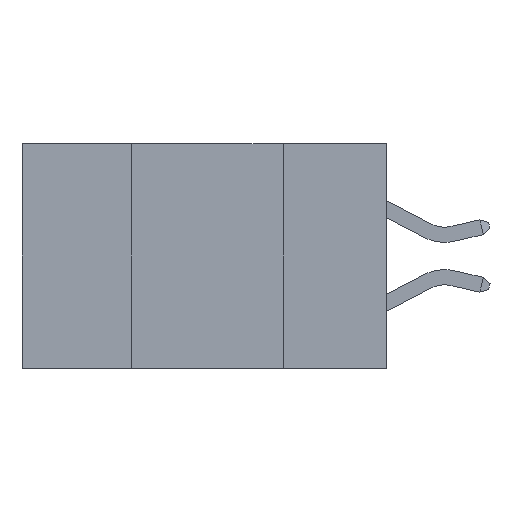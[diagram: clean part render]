
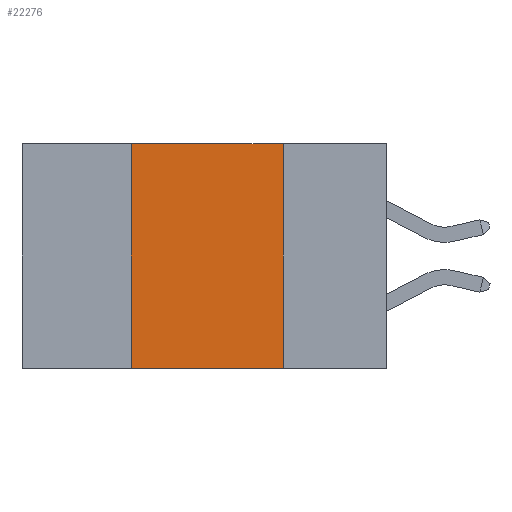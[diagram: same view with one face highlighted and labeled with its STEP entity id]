
A CAD part, left-side view. The second image highlights one B-rep face of the part: STEP entity #22276.
In plain terms, the highlighted planar face has unit normal (-1, 0, 0).
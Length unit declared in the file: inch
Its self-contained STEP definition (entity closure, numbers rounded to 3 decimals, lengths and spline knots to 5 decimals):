
#251 = CARTESIAN_POINT ( 'NONE',  ( 0., 0.6, 0. ) ) ;
#2111 = VERTEX_POINT ( 'NONE', #2664 ) ;
#2664 = CARTESIAN_POINT ( 'NONE',  ( 0., 0.17, 0. ) ) ;
#2923 = EDGE_LOOP ( 'NONE', ( #4366, #20861, #4730, #16361 ) ) ;
#3947 = DIRECTION ( 'NONE',  ( 0., 0., -1. ) ) ;
#4366 = ORIENTED_EDGE ( 'NONE', *, *, #10298, .F. ) ;
#4730 = ORIENTED_EDGE ( 'NONE', *, *, #17025, .F. ) ;
#5397 = CARTESIAN_POINT ( 'NONE',  ( 0., 0.17, 0. ) ) ;
#5565 = CARTESIAN_POINT ( 'NONE',  ( 0., 0.6, 0. ) ) ;
#6880 = VECTOR ( 'NONE', #3947, 39.37008 ) ;
#7162 = DIRECTION ( 'NONE',  ( 0., -1., 0. ) ) ;
#7206 = VECTOR ( 'NONE', #9571, 39.37008 ) ;
#7323 = DIRECTION ( 'NONE',  ( 0., 0., -1. ) ) ;
#7580 = DIRECTION ( 'NONE',  ( 0., 0., 1. ) ) ;
#8017 = LINE ( 'NONE', #12931, #7206 ) ;
#8159 = FACE_OUTER_BOUND ( 'NONE', #2923, .T. ) ;
#8754 = LINE ( 'NONE', #5397, #6880 ) ;
#9571 = DIRECTION ( 'NONE',  ( 0., -1., 0. ) ) ;
#9757 = CARTESIAN_POINT ( 'NONE',  ( 0., 0.42, 0. ) ) ;
#9764 = CARTESIAN_POINT ( 'NONE',  ( 0., 0.17, -0.37 ) ) ;
#10298 = EDGE_CURVE ( 'NONE', #2111, #15674, #8754, .T. ) ;
#11325 = VERTEX_POINT ( 'NONE', #15579 ) ;
#11418 = CARTESIAN_POINT ( 'NONE',  ( 0., 0.42, -0.37 ) ) ;
#11552 = LINE ( 'NONE', #9757, #20339 ) ;
#11613 = VERTEX_POINT ( 'NONE', #11418 ) ;
#12772 = LINE ( 'NONE', #5565, #21561 ) ;
#12915 = AXIS2_PLACEMENT_3D ( 'NONE', #251, #14292, #7323 ) ;
#12931 = CARTESIAN_POINT ( 'NONE',  ( 0., 0.6, -0.37 ) ) ;
#13985 = PLANE ( 'NONE',  #12915 ) ;
#14095 = EDGE_CURVE ( 'NONE', #11325, #2111, #12772, .T. ) ;
#14292 = DIRECTION ( 'NONE',  ( 1., 0., 0. ) ) ;
#15579 = CARTESIAN_POINT ( 'NONE',  ( 0., 0.42, 0. ) ) ;
#15674 = VERTEX_POINT ( 'NONE', #9764 ) ;
#16361 = ORIENTED_EDGE ( 'NONE', *, *, #16480, .T. ) ;
#16480 = EDGE_CURVE ( 'NONE', #11613, #15674, #8017, .T. ) ;
#17025 = EDGE_CURVE ( 'NONE', #11613, #11325, #11552, .T. ) ;
#20339 = VECTOR ( 'NONE', #7580, 39.37008 ) ;
#20861 = ORIENTED_EDGE ( 'NONE', *, *, #14095, .F. ) ;
#21561 = VECTOR ( 'NONE', #7162, 39.37008 ) ;
#22276 = ADVANCED_FACE ( 'NONE', ( #8159 ), #13985, .F. ) ;
